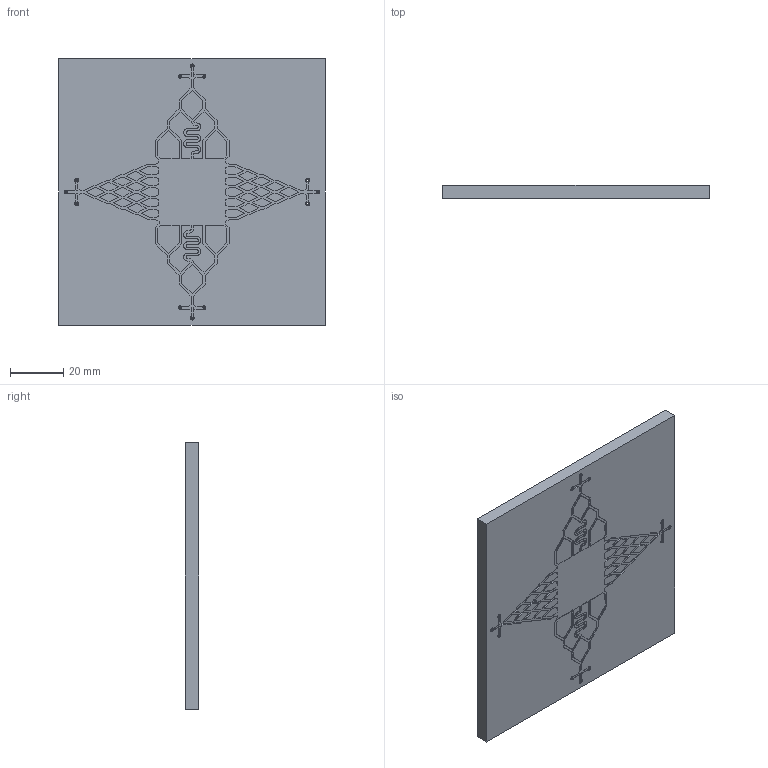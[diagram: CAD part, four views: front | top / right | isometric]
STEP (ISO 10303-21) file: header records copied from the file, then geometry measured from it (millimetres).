
FILE_DESCRIPTION(/* description */ (''),/* implementation_level */ '2;1');
FILE_NAME(/* name */ 'Tree+Mixer.step',/* time_stamp */ '2018-10-08T09:40:30+02:00',/* author */ ('Rodrigo HC'),/* organization */ (''),/* preprocessor_version */ 'ST-DEVELOPER v16.1',/* originating_system */ 'Autodesk Inventor 2016',/* authorisation */ '');
FILE_SCHEMA (('AUTOMOTIVE_DESIGN { 1 0 10303 214 3 1 1 }'));
Length unit declared in the file: millimetre
Products named in the file (1): Tree+Mixer
Bounding box: 100 x 5 x 100 mm (x, y, z)
Volume: 49729.9 mm3; surface area: 22385 mm2
Topology: 1 solids, 1 shells, 503 faces, 1380 edges, 920 vertices
Faces by surface type: plane 455, cylinder 48
Full cylindrical faces by diameter (mm): 0.7 x12
Entity records: 15722 total; most frequent: CARTESIAN_POINT 2792, ORIENTED_EDGE 2736, DIRECTION 2472, EDGE_CURVE 1368, LINE 1272, VECTOR 1272, VERTEX_POINT 920, AXIS2_PLACEMENT_3D 600
